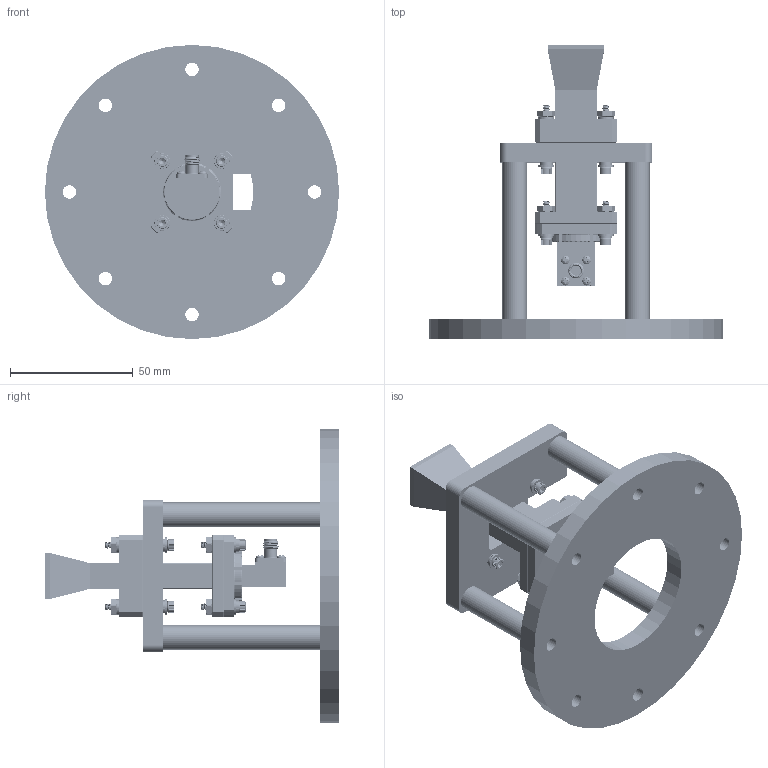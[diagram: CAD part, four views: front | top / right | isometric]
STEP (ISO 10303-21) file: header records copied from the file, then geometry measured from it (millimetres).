
FILE_DESCRIPTION (( 'STEP AP214' ), '1' );
FILE_NAME ('FM1WAN051-10SF_3D.step', '2024-03-07T00:21:23', ( '' ), ( '' ), 'SwSTEP 2.0', 'SolidWorks 2022', '' );
FILE_SCHEMA (( 'AUTOMOTIVE_DESIGN' ));
Length unit declared in the file: inch
Products named in the file (15): SMA FEMALE^FMWCA1027; FMWCA1027; Copy of PEWAN042-051-MNT_LWR PLT^FMWAN042-051-MNT; PEWCA1027^FMWCA1027; FMWAN051-10; Screw 4-40SH x 9_16_1; FM1WAN051-10SF_3D; No.4 Lock Washer_1_COMPRESSED; 4-40 Nut_1_94150A335; No.4 Flat Washer_1_91166A230; Copy of PEWAN042-051-MNT_STDF RND M4 FEM, 8OD X 64LG^FMWAN042-051-MNT; FMW51S001-1.5; Screw 4-40SH x 9_16_2; Copy of PEWAN042-051-MNT_UPR PLT^FMWAN042-051-MNT; FMWAN042-051-MNT
Assembly tree (48 placements, depth 3):
  FM1WAN051-10SF_3D
    FMWAN051-10
    FMW51S001-1.5
    Screw 4-40SH x 9_16_1  x4
    No.4 Flat Washer_1_91166A230  x12
    No.4 Lock Washer_1_COMPRESSED  x8
    4-40 Nut_1_94150A335  x8
    FMWAN042-051-MNT
      Copy of PEWAN042-051-MNT_UPR PLT^FMWAN042-051-MNT
      Copy of PEWAN042-051-MNT_LWR PLT^FMWAN042-051-MNT
      Copy of PEWAN042-051-MNT_STDF RND M4 FEM, 8OD X 64LG^FMWAN042-051-MNT  x4
    Screw 4-40SH x 9_16_2  x4
    FMWCA1027
      PEWCA1027^FMWCA1027
      SMA FEMALE^FMWCA1027
Bounding box: 120 x 120 x 120 mm (x, y, z)
Volume: 147635.6 mm3; surface area: 70864.7 mm2
Topology: 48 solids, 48 shells, 4834 faces, 13606 edges, 8889 vertices
Faces by surface type: plane 1643, cylinder 1464, cone 920, torus 740, bspline 67
Entity records: 67771 total; most frequent: CARTESIAN_POINT 31210, ORIENTED_EDGE 8312, DIRECTION 6493, EDGE_CURVE 4156, VERTEX_POINT 2719, AXIS2_PLACEMENT_3D 2495, EDGE_LOOP 1599, LINE 1503
